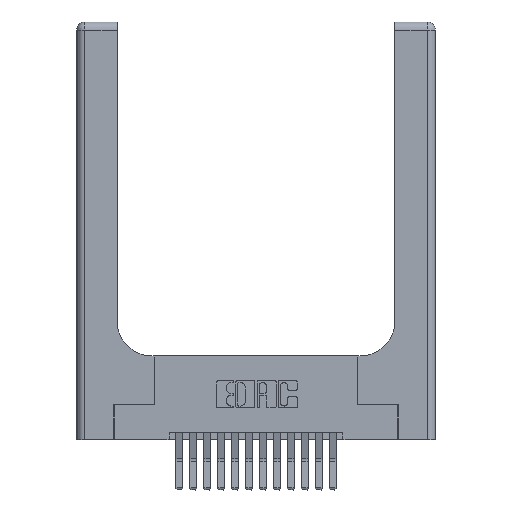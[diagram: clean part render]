
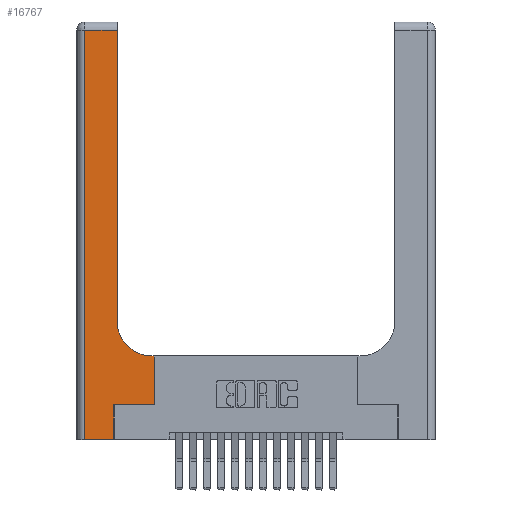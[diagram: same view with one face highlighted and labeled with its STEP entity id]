
A CAD part, top view. The second image highlights one B-rep face of the part: STEP entity #16767.
In plain terms, the highlighted planar face has unit normal (0, 0, 1).
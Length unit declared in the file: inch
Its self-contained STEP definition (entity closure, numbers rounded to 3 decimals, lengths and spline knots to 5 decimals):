
#74 = CARTESIAN_POINT ( 'NONE',  ( 0.2915, 0.6, 0.37 ) ) ;
#1022 = CARTESIAN_POINT ( 'NONE',  ( 0.5415, 0.85, 0.37 ) ) ;
#1037 = LINE ( 'NONE', #7954, #15738 ) ;
#1150 = EDGE_CURVE ( 'NONE', #12196, #15508, #18487, .T. ) ;
#1380 = CARTESIAN_POINT ( 'NONE',  ( 0.5585, 0.25, 0.37 ) ) ;
#1550 = DIRECTION ( 'NONE',  ( -1., 0., 0. ) ) ;
#1567 = CARTESIAN_POINT ( 'NONE',  ( 0.269, 0.25, 0.37 ) ) ;
#1714 = CARTESIAN_POINT ( 'NONE',  ( 0.06, 0., 0.37 ) ) ;
#1784 = EDGE_CURVE ( 'NONE', #17277, #9202, #9049, .T. ) ;
#1885 = PLANE ( 'NONE',  #9494 ) ;
#1942 = EDGE_CURVE ( 'NONE', #11523, #10947, #11506, .T. ) ;
#2086 = LINE ( 'NONE', #9842, #12268 ) ;
#2177 = CARTESIAN_POINT ( 'NONE',  ( 0.269, 0., 0.37 ) ) ;
#2192 = CARTESIAN_POINT ( 'NONE',  ( 0.2915, 0.85, 0.37 ) ) ;
#2260 = CARTESIAN_POINT ( 'NONE',  ( 0.269, 0.25, 0.37 ) ) ;
#2315 = EDGE_LOOP ( 'NONE', ( #2536, #13715, #4749, #2928, #17910, #3673, #14198, #5257, #13108 ) ) ;
#2536 = ORIENTED_EDGE ( 'NONE', *, *, #1150, .T. ) ;
#2699 = DIRECTION ( 'NONE',  ( 1., 0., 0. ) ) ;
#2928 = ORIENTED_EDGE ( 'NONE', *, *, #1942, .T. ) ;
#3246 = VECTOR ( 'NONE', #2699, 39.37008 ) ;
#3673 = ORIENTED_EDGE ( 'NONE', *, *, #15471, .T. ) ;
#3800 = CARTESIAN_POINT ( 'NONE',  ( 0.269, 0., 0.37 ) ) ;
#4012 = VERTEX_POINT ( 'NONE', #7586 ) ;
#4255 = EDGE_CURVE ( 'NONE', #9202, #12196, #15115, .T. ) ;
#4749 = ORIENTED_EDGE ( 'NONE', *, *, #16042, .T. ) ;
#4810 = DIRECTION ( 'NONE',  ( 0., 1., 0. ) ) ;
#5257 = ORIENTED_EDGE ( 'NONE', *, *, #1784, .T. ) ;
#5475 = VECTOR ( 'NONE', #4810, 39.37008 ) ;
#6090 = VECTOR ( 'NONE', #8835, 39.37008 ) ;
#7586 = CARTESIAN_POINT ( 'NONE',  ( 0.06, 2.94, 0.37 ) ) ;
#7931 = CARTESIAN_POINT ( 'NONE',  ( 0.2915, 3., 0.37 ) ) ;
#7954 = CARTESIAN_POINT ( 'NONE',  ( 0., 2.94, 0.37 ) ) ;
#8579 = VECTOR ( 'NONE', #1550, 39.37008 ) ;
#8716 = CARTESIAN_POINT ( 'NONE',  ( 0.5585, 0.6, 0.37 ) ) ;
#8835 = DIRECTION ( 'NONE',  ( 1., 0., 0. ) ) ;
#9027 = VECTOR ( 'NONE', #13539, 39.37008 ) ;
#9049 = LINE ( 'NONE', #74, #8579 ) ;
#9202 = VERTEX_POINT ( 'NONE', #14603 ) ;
#9220 = VERTEX_POINT ( 'NONE', #1567 ) ;
#9239 = VECTOR ( 'NONE', #14015, 39.37008 ) ;
#9494 = AXIS2_PLACEMENT_3D ( 'NONE', #14782, #13698, #14128 ) ;
#9842 = CARTESIAN_POINT ( 'NONE',  ( 0.06, 3., 0.37 ) ) ;
#10947 = VERTEX_POINT ( 'NONE', #2177 ) ;
#11506 = LINE ( 'NONE', #11679, #6090 ) ;
#11523 = VERTEX_POINT ( 'NONE', #1714 ) ;
#11679 = CARTESIAN_POINT ( 'NONE',  ( 0., 0., 0.37 ) ) ;
#11726 = EDGE_CURVE ( 'NONE', #10947, #9220, #17815, .T. ) ;
#12066 = LINE ( 'NONE', #2260, #3246 ) ;
#12196 = VERTEX_POINT ( 'NONE', #2192 ) ;
#12198 = EDGE_CURVE ( 'NONE', #15508, #4012, #1037, .T. ) ;
#12268 = VECTOR ( 'NONE', #17752, 39.37008 ) ;
#12492 = DIRECTION ( 'NONE',  ( 1., 0., 0. ) ) ;
#13108 = ORIENTED_EDGE ( 'NONE', *, *, #4255, .T. ) ;
#13199 = VERTEX_POINT ( 'NONE', #17703 ) ;
#13539 = DIRECTION ( 'NONE',  ( 0., 1., 0. ) ) ;
#13603 = LINE ( 'NONE', #1380, #5475 ) ;
#13698 = DIRECTION ( 'NONE',  ( 0., 0., -1. ) ) ;
#13715 = ORIENTED_EDGE ( 'NONE', *, *, #12198, .T. ) ;
#14015 = DIRECTION ( 'NONE',  ( 0., 1., 0. ) ) ;
#14128 = DIRECTION ( 'NONE',  ( -1., 0., 0. ) ) ;
#14198 = ORIENTED_EDGE ( 'NONE', *, *, #15150, .T. ) ;
#14603 = CARTESIAN_POINT ( 'NONE',  ( 0.5415, 0.6, 0.37 ) ) ;
#14782 = CARTESIAN_POINT ( 'NONE',  ( 0., 3., 0.37 ) ) ;
#15115 = CIRCLE ( 'NONE', #17254, 0.25 ) ;
#15150 = EDGE_CURVE ( 'NONE', #13199, #17277, #13603, .T. ) ;
#15471 = EDGE_CURVE ( 'NONE', #9220, #13199, #12066, .T. ) ;
#15508 = VERTEX_POINT ( 'NONE', #15640 ) ;
#15640 = CARTESIAN_POINT ( 'NONE',  ( 0.2915, 2.94, 0.37 ) ) ;
#15738 = VECTOR ( 'NONE', #17982, 39.37008 ) ;
#15831 = FACE_OUTER_BOUND ( 'NONE', #2315, .T. ) ;
#16042 = EDGE_CURVE ( 'NONE', #4012, #11523, #2086, .T. ) ;
#16767 = ADVANCED_FACE ( 'NONE', ( #15831 ), #1885, .F. ) ;
#17254 = AXIS2_PLACEMENT_3D ( 'NONE', #1022, #18222, #12492 ) ;
#17277 = VERTEX_POINT ( 'NONE', #8716 ) ;
#17703 = CARTESIAN_POINT ( 'NONE',  ( 0.5585, 0.25, 0.37 ) ) ;
#17752 = DIRECTION ( 'NONE',  ( 0., -1., 0. ) ) ;
#17815 = LINE ( 'NONE', #3800, #9239 ) ;
#17910 = ORIENTED_EDGE ( 'NONE', *, *, #11726, .T. ) ;
#17982 = DIRECTION ( 'NONE',  ( -1., 0., 0. ) ) ;
#18222 = DIRECTION ( 'NONE',  ( 0., 0., -1. ) ) ;
#18487 = LINE ( 'NONE', #7931, #9027 ) ;
